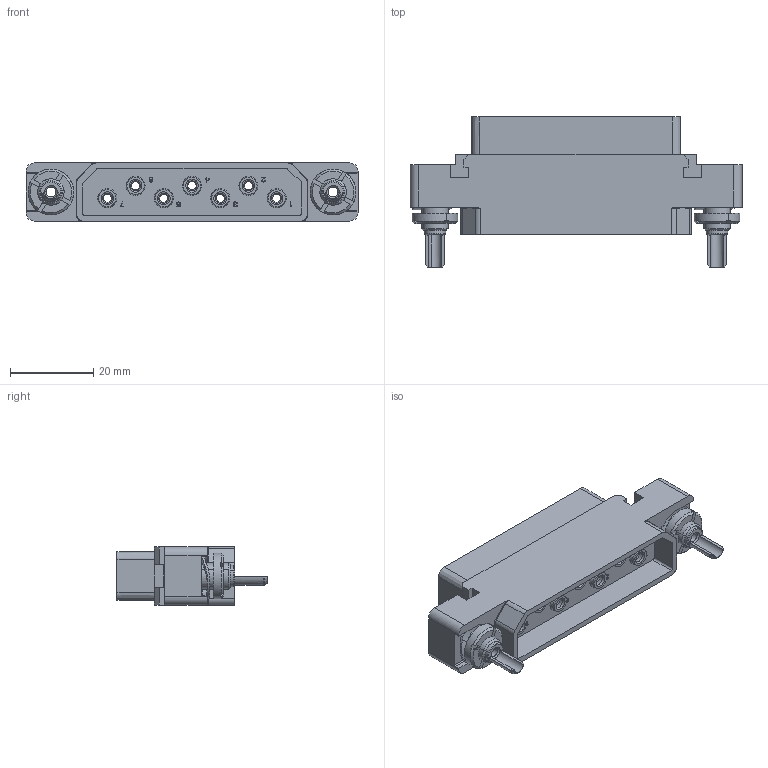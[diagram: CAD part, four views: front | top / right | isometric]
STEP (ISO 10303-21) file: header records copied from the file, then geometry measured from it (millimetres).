
FILE_DESCRIPTION((''),'2;1');
FILE_NAME('1900ND06P1B00A','2019-10-28T',('presta_be4'),(''),'CREO PARAMETRIC BY PTC INC, 2018360','CREO PARAMETRIC BY PTC INC, 2018360','');
FILE_SCHEMA(('CONFIG_CONTROL_DESIGN'));
Products named in the file (1): 1900ND06P1B00A
Bounding box: 80 x 36.35 x 14 mm (x, y, z)
Volume: 15586.9 mm3; surface area: 13746.6 mm2
Topology: 1 solids, 1 shells, 1675 faces, 4396 edges, 2802 vertices
Faces by surface type: plane 981, cylinder 314, torus 168, cone 154, extrusion 30, bspline 28
Entity records: 57015 total; most frequent: CARTESIAN_POINT 15473, ORIENTED_EDGE 8784, DIRECTION 8410, EDGE_CURVE 4392, VECTOR 3086, LINE 3056, VERTEX_POINT 2802, AXIS2_PLACEMENT_3D 2662
